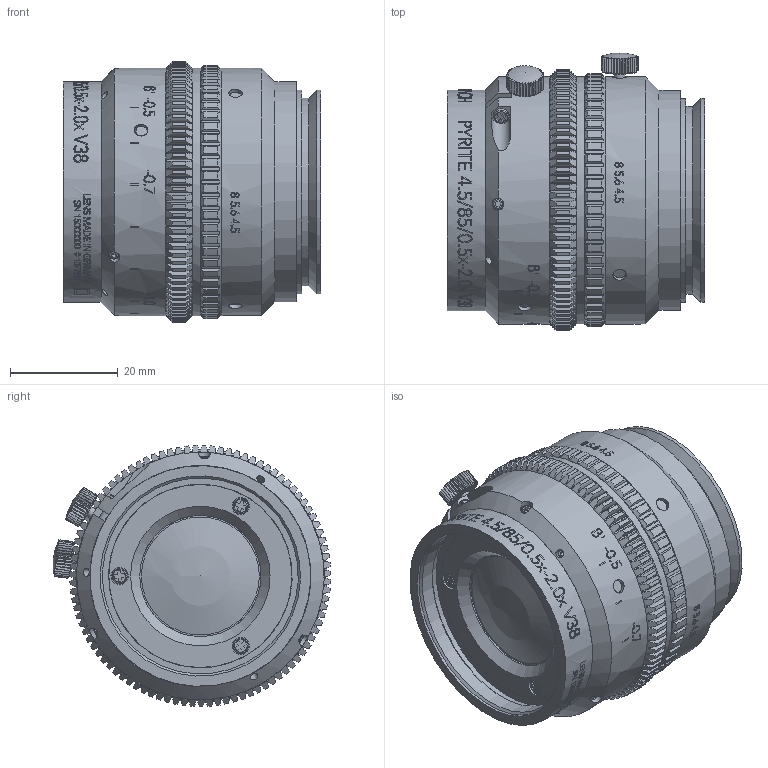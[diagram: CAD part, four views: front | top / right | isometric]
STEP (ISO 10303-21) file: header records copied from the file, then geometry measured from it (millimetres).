
FILE_DESCRIPTION(/* description */ (''),/* implementation_level */ '2;1');
FILE_NAME(/* name */ '1072517_00165969_001.stp',/* time_stamp */ '2021-11-09T13:54:04+01:00',/* author */ (''),/* organization */ (''),/* preprocessor_version */ 'ST-DEVELOPER v16',/* originating_system */ 'SIEMENS PLM Software NX 10.0',/* authorisation */ '');
FILE_SCHEMA (('AP203_CONFIGURATION_CONTROLLED_3D_DESIGN_OF_MECHANICAL_PARTS_AND_ASSEMBLIES_MIM_LF { 1 0 10303 403 2 1 2}'));
Length unit declared in the file: millimetre
Products named in the file (1): Froe55243C83amb3
Bounding box: 47.8 x 51.6 x 48.5 mm (x, y, z)
Volume: 63565.2 mm3; surface area: 14317.4 mm2
Topology: 1 solids, 12 shells, 1262 faces, 3916 edges, 2904 vertices
Faces by surface type: cylinder 714, plane 506, cone 31, torus 7, sphere 4
Full cylindrical faces by diameter (mm): 0.8 x3, 1 x4, 1.5 x3, 1.6 x4, 2 x12, 2.2 x10, 2.5 x6, 3.2 x6, 22.5 x2, 34 x2, 34.1 x2, 35 x1, 36.38 x1, 37.2 x2, 38 x2, 41 x3, 46 x3
Entity records: 47826 total; most frequent: CARTESIAN_POINT 16545, ORIENTED_EDGE 7512, DIRECTION 4860, EDGE_CURVE 3757, VERTEX_POINT 2855, AXIS2_PLACEMENT_3D 2010, B_SPLINE_CURVE_WITH_KNOTS 1972, EDGE_LOOP 1617
